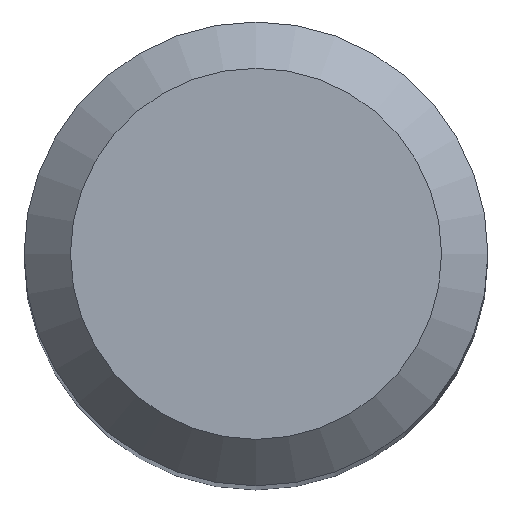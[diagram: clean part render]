
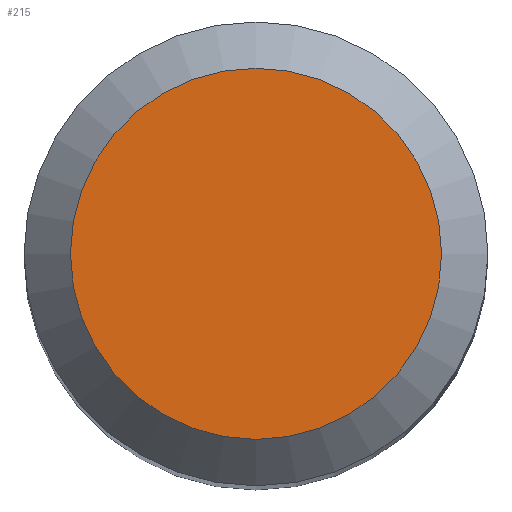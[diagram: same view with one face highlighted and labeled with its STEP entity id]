
A CAD part, top view. The second image highlights one B-rep face of the part: STEP entity #215.
In plain terms, the highlighted planar face has unit normal (0, 0, 1).
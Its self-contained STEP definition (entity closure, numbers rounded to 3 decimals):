
#27 = CARTESIAN_POINT ( 'NONE',  ( 0., 0., 72. ) ) ;
#43 = DIRECTION ( 'NONE',  ( 0., 1., 0. ) ) ;
#46 = AXIS2_PLACEMENT_3D ( 'NONE', #27, #122, #63 ) ;
#63 = DIRECTION ( 'NONE',  ( 0., 1., 0. ) ) ;
#75 = VERTEX_POINT ( 'NONE', #219 ) ;
#88 = EDGE_CURVE ( 'NONE', #75, #75, #183, .T. ) ;
#122 = DIRECTION ( 'NONE',  ( 0., 0., -1. ) ) ;
#138 = PLANE ( 'NONE',  #238 ) ;
#167 = EDGE_LOOP ( 'NONE', ( #242 ) ) ;
#183 = CIRCLE ( 'NONE', #46, 4. ) ;
#207 = DIRECTION ( 'NONE',  ( 0., 0., -1. ) ) ;
#212 = CARTESIAN_POINT ( 'NONE',  ( 0., 0., 72. ) ) ;
#215 = ADVANCED_FACE ( 'NONE', ( #236 ), #138, .F. ) ;
#219 = CARTESIAN_POINT ( 'NONE',  ( 0., 4., 72. ) ) ;
#236 = FACE_OUTER_BOUND ( 'NONE', #167, .T. ) ;
#238 = AXIS2_PLACEMENT_3D ( 'NONE', #212, #207, #43 ) ;
#242 = ORIENTED_EDGE ( 'NONE', *, *, #88, .F. ) ;
